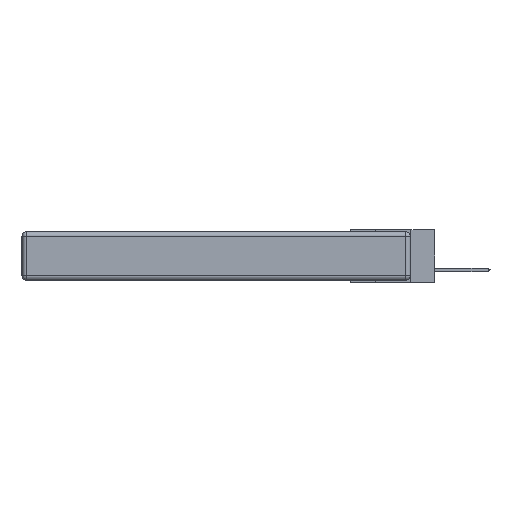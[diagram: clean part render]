
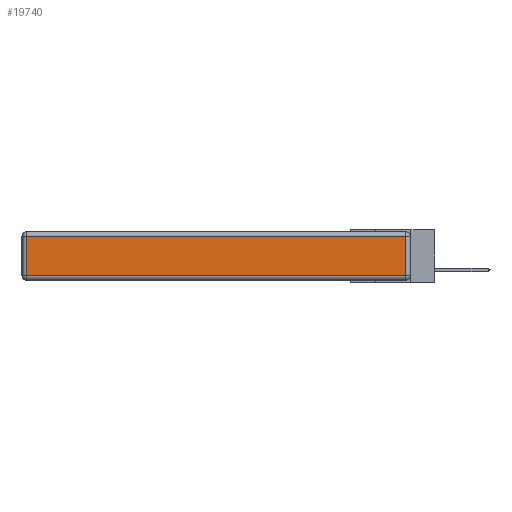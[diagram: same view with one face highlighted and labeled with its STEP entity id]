
A CAD part, left-side view. The second image highlights one B-rep face of the part: STEP entity #19740.
In plain terms, the highlighted planar face has unit normal (-1, 0, 0).
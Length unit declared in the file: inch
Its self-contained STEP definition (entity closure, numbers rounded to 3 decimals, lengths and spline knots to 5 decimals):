
#876 = VECTOR ( 'NONE', #10839, 39.37008 ) ;
#1068 = VECTOR ( 'NONE', #14705, 39.37008 ) ;
#1238 = LINE ( 'NONE', #12828, #24669 ) ;
#3132 = ORIENTED_EDGE ( 'NONE', *, *, #15970, .T. ) ;
#5161 = AXIS2_PLACEMENT_3D ( 'NONE', #18224, #18117, #15569 ) ;
#5546 = PLANE ( 'NONE',  #5161 ) ;
#7684 = FACE_OUTER_BOUND ( 'NONE', #20840, .T. ) ;
#8078 = ORIENTED_EDGE ( 'NONE', *, *, #32327, .T. ) ;
#10839 = DIRECTION ( 'NONE',  ( 0., -1., 0. ) ) ;
#12828 = CARTESIAN_POINT ( 'NONE',  ( 0., 2.72, -0.343 ) ) ;
#14705 = DIRECTION ( 'NONE',  ( 0., 0., 1. ) ) ;
#15569 = DIRECTION ( 'NONE',  ( 0., 0., 1. ) ) ;
#15968 = VERTEX_POINT ( 'NONE', #32298 ) ;
#15970 = EDGE_CURVE ( 'NONE', #24060, #15968, #20184, .T. ) ;
#16382 = VERTEX_POINT ( 'NONE', #23167 ) ;
#17354 = CARTESIAN_POINT ( 'NONE',  ( 0., 0.03, -0.343 ) ) ;
#18117 = DIRECTION ( 'NONE',  ( -1., 0., 0. ) ) ;
#18224 = CARTESIAN_POINT ( 'NONE',  ( 0., 0., -0.343 ) ) ;
#18405 = LINE ( 'NONE', #23567, #876 ) ;
#18885 = ORIENTED_EDGE ( 'NONE', *, *, #25614, .T. ) ;
#19740 = ADVANCED_FACE ( 'NONE', ( #7684 ), #5546, .T. ) ;
#20184 = LINE ( 'NONE', #17354, #1068 ) ;
#20840 = EDGE_LOOP ( 'NONE', ( #22626, #3132, #8078, #18885 ) ) ;
#21118 = DIRECTION ( 'NONE',  ( 0., 1., 0. ) ) ;
#21333 = CARTESIAN_POINT ( 'NONE',  ( 0., 2.75, -0.03 ) ) ;
#22626 = ORIENTED_EDGE ( 'NONE', *, *, #25025, .T. ) ;
#23167 = CARTESIAN_POINT ( 'NONE',  ( 0., 2.72, -0.313 ) ) ;
#23567 = CARTESIAN_POINT ( 'NONE',  ( 0., 0., -0.313 ) ) ;
#24060 = VERTEX_POINT ( 'NONE', #27492 ) ;
#24669 = VECTOR ( 'NONE', #30946, 39.37008 ) ;
#25025 = EDGE_CURVE ( 'NONE', #16382, #24060, #18405, .T. ) ;
#25614 = EDGE_CURVE ( 'NONE', #31160, #16382, #1238, .T. ) ;
#26904 = CARTESIAN_POINT ( 'NONE',  ( 0., 2.72, -0.03 ) ) ;
#27492 = CARTESIAN_POINT ( 'NONE',  ( 0., 0.03, -0.313 ) ) ;
#28326 = VECTOR ( 'NONE', #21118, 39.37008 ) ;
#30946 = DIRECTION ( 'NONE',  ( 0., 0., -1. ) ) ;
#31160 = VERTEX_POINT ( 'NONE', #26904 ) ;
#31885 = LINE ( 'NONE', #21333, #28326 ) ;
#32298 = CARTESIAN_POINT ( 'NONE',  ( 0., 0.03, -0.03 ) ) ;
#32327 = EDGE_CURVE ( 'NONE', #15968, #31160, #31885, .T. ) ;
